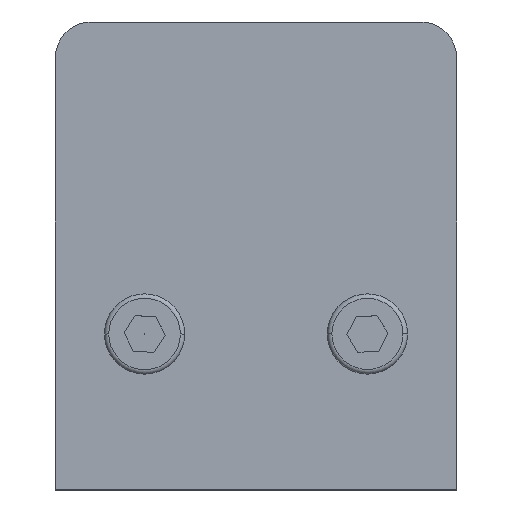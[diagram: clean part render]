
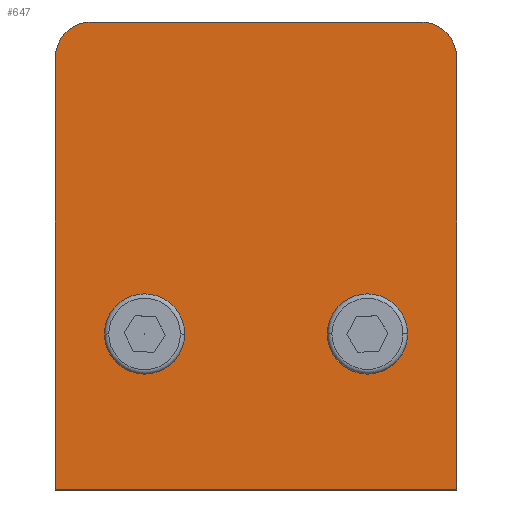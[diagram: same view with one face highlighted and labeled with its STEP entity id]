
A CAD part, top view. The second image highlights one B-rep face of the part: STEP entity #647.
In plain terms, the highlighted planar face has unit normal (0, 0, 1).
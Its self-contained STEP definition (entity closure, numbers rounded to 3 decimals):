
#3 = CIRCLE ( 'NONE', #1929, 4.5 ) ;
#28 = AXIS2_PLACEMENT_3D ( 'NONE', #2121, #962, #2984 ) ;
#76 = EDGE_CURVE ( 'NONE', #1024, #3518, #2584, .T. ) ;
#94 = LINE ( 'NONE', #107, #252 ) ;
#99 = CARTESIAN_POINT ( 'NONE',  ( -12.5, 2.5, 20.75 ) ) ;
#107 = CARTESIAN_POINT ( 'NONE',  ( -22.5, 37.5, 20.75 ) ) ;
#249 = VECTOR ( 'NONE', #3089, 1000. ) ;
#252 = VECTOR ( 'NONE', #3522, 1000. ) ;
#271 = EDGE_LOOP ( 'NONE', ( #1033, #2805 ) ) ;
#276 = CARTESIAN_POINT ( 'NONE',  ( -42.5, -14.952, 20.75 ) ) ;
#321 = LINE ( 'NONE', #1476, #3020 ) ;
#326 = DIRECTION ( 'NONE',  ( 1., 0., 0. ) ) ;
#459 = CARTESIAN_POINT ( 'NONE',  ( -8., 2.5, 20.75 ) ) ;
#647 = ADVANCED_FACE ( 'NONE', ( #1315, #2499, #2727 ), #3628, .F. ) ;
#661 = DIRECTION ( 'NONE',  ( 1., 0., 0. ) ) ;
#697 = CIRCLE ( 'NONE', #2251, 4.5 ) ;
#705 = DIRECTION ( 'NONE',  ( 0., 0., 1. ) ) ;
#767 = EDGE_CURVE ( 'NONE', #2493, #1024, #2125, .T. ) ;
#770 = EDGE_LOOP ( 'NONE', ( #2680, #2989 ) ) ;
#789 = CARTESIAN_POINT ( 'NONE',  ( 8., 2.5, 20.75 ) ) ;
#894 = ORIENTED_EDGE ( 'NONE', *, *, #767, .T. ) ;
#933 = AXIS2_PLACEMENT_3D ( 'NONE', #2088, #3220, #2968 ) ;
#939 = EDGE_CURVE ( 'NONE', #3518, #944, #3253, .T. ) ;
#944 = VERTEX_POINT ( 'NONE', #3554 ) ;
#961 = CARTESIAN_POINT ( 'NONE',  ( 18.5, 37.5, 20.75 ) ) ;
#962 = DIRECTION ( 'NONE',  ( 0., 0., 1. ) ) ;
#1024 = VERTEX_POINT ( 'NONE', #961 ) ;
#1033 = ORIENTED_EDGE ( 'NONE', *, *, #3632, .F. ) ;
#1034 = DIRECTION ( 'NONE',  ( 0., 0., -1. ) ) ;
#1045 = DIRECTION ( 'NONE',  ( 0., 0., 1. ) ) ;
#1058 = CARTESIAN_POINT ( 'NONE',  ( 22.5, 37.5, 20.75 ) ) ;
#1065 = CARTESIAN_POINT ( 'NONE',  ( 12.5, 2.5, 20.75 ) ) ;
#1130 = VERTEX_POINT ( 'NONE', #2439 ) ;
#1139 = VERTEX_POINT ( 'NONE', #459 ) ;
#1165 = LINE ( 'NONE', #276, #1324 ) ;
#1315 = FACE_BOUND ( 'NONE', #271, .T. ) ;
#1324 = VECTOR ( 'NONE', #3699, 1000. ) ;
#1348 = CARTESIAN_POINT ( 'NONE',  ( 22.5, 33.5, 20.75 ) ) ;
#1409 = ORIENTED_EDGE ( 'NONE', *, *, #76, .T. ) ;
#1420 = VERTEX_POINT ( 'NONE', #3028 ) ;
#1440 = AXIS2_PLACEMENT_3D ( 'NONE', #99, #705, #326 ) ;
#1476 = CARTESIAN_POINT ( 'NONE',  ( 22.5, 37.5, 20.75 ) ) ;
#1544 = VERTEX_POINT ( 'NONE', #789 ) ;
#1582 = AXIS2_PLACEMENT_3D ( 'NONE', #3663, #3385, #3423 ) ;
#1607 = ORIENTED_EDGE ( 'NONE', *, *, #2199, .F. ) ;
#1653 = VERTEX_POINT ( 'NONE', #3018 ) ;
#1765 = ORIENTED_EDGE ( 'NONE', *, *, #1820, .T. ) ;
#1806 = CIRCLE ( 'NONE', #1440, 4.5 ) ;
#1820 = EDGE_CURVE ( 'NONE', #944, #3135, #94, .T. ) ;
#1838 = EDGE_CURVE ( 'NONE', #1544, #1130, #3261, .T. ) ;
#1915 = CARTESIAN_POINT ( 'NONE',  ( -18.5, 37.5, 20.75 ) ) ;
#1929 = AXIS2_PLACEMENT_3D ( 'NONE', #2568, #2330, #661 ) ;
#2088 = CARTESIAN_POINT ( 'NONE',  ( -18.5, 33.5, 20.75 ) ) ;
#2108 = DIRECTION ( 'NONE',  ( 0., -1., 0. ) ) ;
#2121 = CARTESIAN_POINT ( 'NONE',  ( 12.5, 2.5, 20.75 ) ) ;
#2125 = CIRCLE ( 'NONE', #1582, 4. ) ;
#2193 = DIRECTION ( 'NONE',  ( 1., 0., 0. ) ) ;
#2199 = EDGE_CURVE ( 'NONE', #2493, #1653, #321, .T. ) ;
#2251 = AXIS2_PLACEMENT_3D ( 'NONE', #1065, #1045, #2193 ) ;
#2330 = DIRECTION ( 'NONE',  ( 0., 0., 1. ) ) ;
#2364 = AXIS2_PLACEMENT_3D ( 'NONE', #1058, #1034, #2478 ) ;
#2439 = CARTESIAN_POINT ( 'NONE',  ( 17., 2.5, 20.75 ) ) ;
#2478 = DIRECTION ( 'NONE',  ( 0., 1., 0. ) ) ;
#2493 = VERTEX_POINT ( 'NONE', #1348 ) ;
#2499 = FACE_BOUND ( 'NONE', #770, .T. ) ;
#2568 = CARTESIAN_POINT ( 'NONE',  ( -12.5, 2.5, 20.75 ) ) ;
#2584 = LINE ( 'NONE', #3357, #249 ) ;
#2655 = CARTESIAN_POINT ( 'NONE',  ( -22.5, -14.952, 20.75 ) ) ;
#2680 = ORIENTED_EDGE ( 'NONE', *, *, #2813, .F. ) ;
#2698 = ORIENTED_EDGE ( 'NONE', *, *, #939, .T. ) ;
#2727 = FACE_OUTER_BOUND ( 'NONE', #3682, .T. ) ;
#2805 = ORIENTED_EDGE ( 'NONE', *, *, #3214, .F. ) ;
#2813 = EDGE_CURVE ( 'NONE', #1130, #1544, #697, .T. ) ;
#2968 = DIRECTION ( 'NONE',  ( 0., 1., 0. ) ) ;
#2984 = DIRECTION ( 'NONE',  ( 1., 0., 0. ) ) ;
#2989 = ORIENTED_EDGE ( 'NONE', *, *, #1838, .F. ) ;
#3018 = CARTESIAN_POINT ( 'NONE',  ( 22.5, -14.952, 20.75 ) ) ;
#3020 = VECTOR ( 'NONE', #2108, 1000. ) ;
#3028 = CARTESIAN_POINT ( 'NONE',  ( -17., 2.5, 20.75 ) ) ;
#3089 = DIRECTION ( 'NONE',  ( -1., 0., 0. ) ) ;
#3135 = VERTEX_POINT ( 'NONE', #2655 ) ;
#3214 = EDGE_CURVE ( 'NONE', #1420, #1139, #1806, .T. ) ;
#3220 = DIRECTION ( 'NONE',  ( 0., 0., 1. ) ) ;
#3253 = CIRCLE ( 'NONE', #933, 4. ) ;
#3261 = CIRCLE ( 'NONE', #28, 4.5 ) ;
#3357 = CARTESIAN_POINT ( 'NONE',  ( 22.5, 37.5, 20.75 ) ) ;
#3385 = DIRECTION ( 'NONE',  ( 0., 0., 1. ) ) ;
#3423 = DIRECTION ( 'NONE',  ( 0., 1., 0. ) ) ;
#3485 = EDGE_CURVE ( 'NONE', #3135, #1653, #1165, .T. ) ;
#3518 = VERTEX_POINT ( 'NONE', #1915 ) ;
#3522 = DIRECTION ( 'NONE',  ( 0., -1., 0. ) ) ;
#3554 = CARTESIAN_POINT ( 'NONE',  ( -22.5, 33.5, 20.75 ) ) ;
#3626 = ORIENTED_EDGE ( 'NONE', *, *, #3485, .T. ) ;
#3628 = PLANE ( 'NONE',  #2364 ) ;
#3632 = EDGE_CURVE ( 'NONE', #1139, #1420, #3, .T. ) ;
#3663 = CARTESIAN_POINT ( 'NONE',  ( 18.5, 33.5, 20.75 ) ) ;
#3682 = EDGE_LOOP ( 'NONE', ( #1765, #3626, #1607, #894, #1409, #2698 ) ) ;
#3699 = DIRECTION ( 'NONE',  ( 1., 0., 0. ) ) ;
